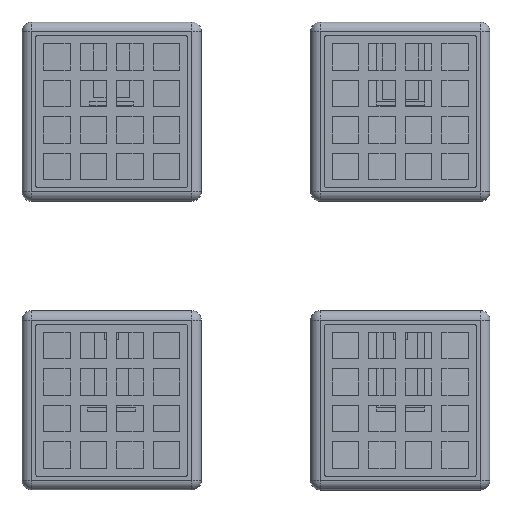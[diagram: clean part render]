
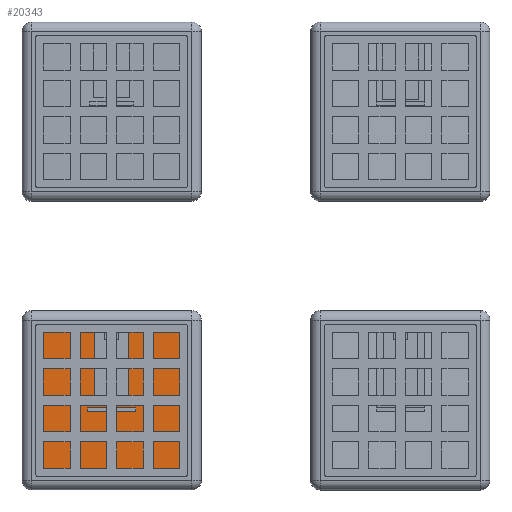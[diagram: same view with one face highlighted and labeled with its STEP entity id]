
A CAD part, top view. The second image highlights one B-rep face of the part: STEP entity #20343.
In plain terms, the highlighted planar face has unit normal (0, 0, 1).
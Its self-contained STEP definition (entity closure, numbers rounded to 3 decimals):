
#250=FACE_BOUND('',#1973,.T.);
#815=FACE_OUTER_BOUND('',#1972,.T.);
#1972=EDGE_LOOP('',(#13743,#13744,#13745,#13746,#13747,#13748,#13749,#13750,
#13751,#13752,#13753,#13754));
#1973=EDGE_LOOP('',(#13755,#13756,#13757,#13758));
#3398=LINE('',#28504,#6052);
#3402=LINE('',#28511,#6056);
#3459=LINE('',#28635,#6113);
#3462=LINE('',#28639,#6116);
#3463=LINE('',#28642,#6117);
#3465=LINE('',#28646,#6119);
#3467=LINE('',#28649,#6121);
#3468=LINE('',#28652,#6122);
#3469=LINE('',#28654,#6123);
#3470=LINE('',#28656,#6124);
#3471=LINE('',#28658,#6125);
#3472=LINE('',#28659,#6126);
#3473=LINE('',#28662,#6127);
#3474=LINE('',#28664,#6128);
#3475=LINE('',#28666,#6129);
#3476=LINE('',#28667,#6130);
#6052=VECTOR('',#23023,10.);
#6056=VECTOR('',#23029,10.);
#6113=VECTOR('',#23130,10.);
#6116=VECTOR('',#23133,10.);
#6117=VECTOR('',#23136,10.);
#6119=VECTOR('',#23140,10.);
#6121=VECTOR('',#23144,10.);
#6122=VECTOR('',#23147,10.);
#6123=VECTOR('',#23148,10.);
#6124=VECTOR('',#23149,10.);
#6125=VECTOR('',#23150,10.);
#6126=VECTOR('',#23151,10.);
#6127=VECTOR('',#23152,10.);
#6128=VECTOR('',#23153,10.);
#6129=VECTOR('',#23154,10.);
#6130=VECTOR('',#23155,10.);
#8699=VERTEX_POINT('',#28501);
#8700=VERTEX_POINT('',#28503);
#8701=VERTEX_POINT('',#28507);
#8702=VERTEX_POINT('',#28509);
#8747=VERTEX_POINT('',#28634);
#8748=VERTEX_POINT('',#28637);
#8749=VERTEX_POINT('',#28641);
#8750=VERTEX_POINT('',#28645);
#8751=VERTEX_POINT('',#28651);
#8752=VERTEX_POINT('',#28653);
#8753=VERTEX_POINT('',#28655);
#8754=VERTEX_POINT('',#28657);
#8755=VERTEX_POINT('',#28660);
#8756=VERTEX_POINT('',#28661);
#8757=VERTEX_POINT('',#28663);
#8758=VERTEX_POINT('',#28665);
#10634=EDGE_CURVE('',#8699,#8700,#3398,.T.);
#10638=EDGE_CURVE('',#8701,#8702,#3402,.T.);
#10699=EDGE_CURVE('',#8747,#8700,#3459,.T.);
#10702=EDGE_CURVE('',#8702,#8748,#3462,.T.);
#10703=EDGE_CURVE('',#8749,#8747,#3463,.T.);
#10705=EDGE_CURVE('',#8750,#8749,#3465,.T.);
#10707=EDGE_CURVE('',#8748,#8750,#3467,.T.);
#10708=EDGE_CURVE('',#8751,#8699,#3468,.F.);
#10709=EDGE_CURVE('',#8751,#8752,#3469,.F.);
#10710=EDGE_CURVE('',#8752,#8753,#3470,.T.);
#10711=EDGE_CURVE('',#8754,#8753,#3471,.T.);
#10712=EDGE_CURVE('',#8701,#8754,#3472,.F.);
#10713=EDGE_CURVE('',#8755,#8756,#3473,.T.);
#10714=EDGE_CURVE('',#8756,#8757,#3474,.T.);
#10715=EDGE_CURVE('',#8757,#8758,#3475,.T.);
#10716=EDGE_CURVE('',#8758,#8755,#3476,.T.);
#13743=ORIENTED_EDGE('',*,*,#10708,.F.);
#13744=ORIENTED_EDGE('',*,*,#10709,.T.);
#13745=ORIENTED_EDGE('',*,*,#10710,.T.);
#13746=ORIENTED_EDGE('',*,*,#10711,.F.);
#13747=ORIENTED_EDGE('',*,*,#10712,.F.);
#13748=ORIENTED_EDGE('',*,*,#10638,.T.);
#13749=ORIENTED_EDGE('',*,*,#10702,.T.);
#13750=ORIENTED_EDGE('',*,*,#10707,.T.);
#13751=ORIENTED_EDGE('',*,*,#10705,.T.);
#13752=ORIENTED_EDGE('',*,*,#10703,.T.);
#13753=ORIENTED_EDGE('',*,*,#10699,.T.);
#13754=ORIENTED_EDGE('',*,*,#10634,.F.);
#13755=ORIENTED_EDGE('',*,*,#10713,.T.);
#13756=ORIENTED_EDGE('',*,*,#10714,.T.);
#13757=ORIENTED_EDGE('',*,*,#10715,.T.);
#13758=ORIENTED_EDGE('',*,*,#10716,.T.);
#19363=PLANE('',#21536);
#20343=ADVANCED_FACE('',(#815,#250),#19363,.T.);
#21536=AXIS2_PLACEMENT_3D('',#28650,#23145,#23146);
#23023=DIRECTION('',(0.,-1.,0.));
#23029=DIRECTION('',(0.,-1.,0.));
#23130=DIRECTION('',(-1.,0.,0.));
#23133=DIRECTION('',(-1.,0.,0.));
#23136=DIRECTION('',(0.,1.,0.));
#23140=DIRECTION('',(1.,0.,0.));
#23144=DIRECTION('',(0.,-1.,0.));
#23145=DIRECTION('center_axis',(0.,0.,1.));
#23146=DIRECTION('ref_axis',(1.,0.,0.));
#23147=DIRECTION('',(-0.707,0.707,0.));
#23148=DIRECTION('',(0.,-1.,0.));
#23149=DIRECTION('',(-1.,0.,0.));
#23150=DIRECTION('',(0.,1.,0.));
#23151=DIRECTION('',(-0.707,-0.707,0.));
#23152=DIRECTION('',(0.,1.,0.));
#23153=DIRECTION('',(1.,0.,0.));
#23154=DIRECTION('',(0.,-1.,0.));
#23155=DIRECTION('',(-1.,0.,0.));
#28501=CARTESIAN_POINT('',(58.925,87.,-13.));
#28503=CARTESIAN_POINT('',(58.925,86.,-13.));
#28504=CARTESIAN_POINT('',(58.925,87.,-13.));
#28507=CARTESIAN_POINT('',(37.925,87.,-13.));
#28509=CARTESIAN_POINT('',(37.925,86.,-13.));
#28511=CARTESIAN_POINT('',(37.925,87.,-13.));
#28634=CARTESIAN_POINT('',(88.,86.,-13.));
#28635=CARTESIAN_POINT('',(68.213,86.,-13.));
#28637=CARTESIAN_POINT('',(8.85,86.,-13.));
#28639=CARTESIAN_POINT('',(68.213,86.,-13.));
#28641=CARTESIAN_POINT('',(88.,6.85,-13.));
#28642=CARTESIAN_POINT('',(88.,26.638,-13.));
#28645=CARTESIAN_POINT('',(8.85,6.85,-13.));
#28646=CARTESIAN_POINT('',(28.638,6.85,-13.));
#28649=CARTESIAN_POINT('',(8.85,66.213,-13.));
#28650=CARTESIAN_POINT('Origin',(48.425,46.425,-13.));
#28651=CARTESIAN_POINT('',(57.925,88.,-13.));
#28652=CARTESIAN_POINT('',(66.194,79.731,-13.));
#28653=CARTESIAN_POINT('',(57.925,88.5,-13.));
#28654=CARTESIAN_POINT('',(57.925,66.713,-13.));
#28655=CARTESIAN_POINT('',(38.925,88.5,-13.));
#28656=CARTESIAN_POINT('',(57.425,88.5,-13.));
#28657=CARTESIAN_POINT('',(38.925,88.,-13.));
#28658=CARTESIAN_POINT('',(38.925,66.713,-13.));
#28659=CARTESIAN_POINT('',(30.656,79.731,-13.));
#28660=CARTESIAN_POINT('',(36.,40.5,-13.));
#28661=CARTESIAN_POINT('',(36.,42.5,-13.));
#28662=CARTESIAN_POINT('',(36.,44.463,-13.));
#28663=CARTESIAN_POINT('',(61.,42.5,-13.));
#28664=CARTESIAN_POINT('',(54.713,42.5,-13.));
#28665=CARTESIAN_POINT('',(61.,40.5,-13.));
#28666=CARTESIAN_POINT('',(61.,43.463,-13.));
#28667=CARTESIAN_POINT('',(42.213,40.5,-13.));
